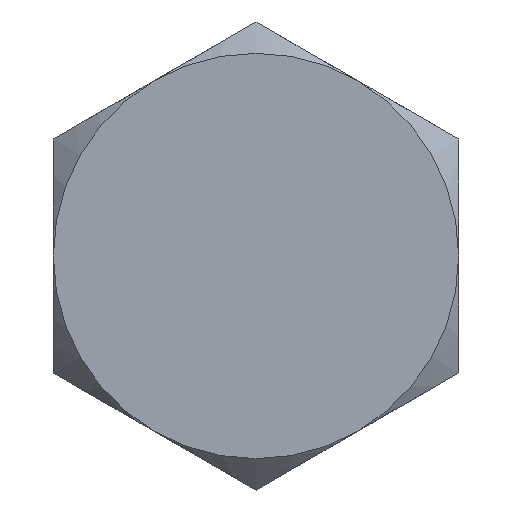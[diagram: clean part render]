
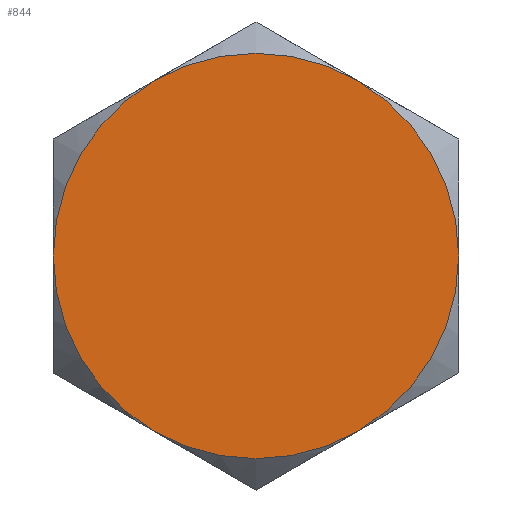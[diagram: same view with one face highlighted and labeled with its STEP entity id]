
A CAD part, left-side view. The second image highlights one B-rep face of the part: STEP entity #844.
In plain terms, the highlighted planar face has unit normal (-1, 0, 0).
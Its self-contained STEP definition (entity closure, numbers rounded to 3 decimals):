
#16 = CIRCLE ( 'NONE', #1326, 16. ) ;
#65 = CARTESIAN_POINT ( 'NONE',  ( 0., 0., 0. ) ) ;
#83 = DIRECTION ( 'NONE',  ( 1., 0., 0. ) ) ;
#101 = AXIS2_PLACEMENT_3D ( 'NONE', #65, #1406, #688 ) ;
#104 = ORIENTED_EDGE ( 'NONE', *, *, #854, .F. ) ;
#111 = AXIS2_PLACEMENT_3D ( 'NONE', #596, #83, #582 ) ;
#118 = VERTEX_POINT ( 'NONE', #1206 ) ;
#128 = CARTESIAN_POINT ( 'NONE',  ( 0., 0., 0. ) ) ;
#173 = CARTESIAN_POINT ( 'NONE',  ( 0., -16., 0. ) ) ;
#186 = ORIENTED_EDGE ( 'NONE', *, *, #406, .F. ) ;
#225 = DIRECTION ( 'NONE',  ( 0., 0., -1. ) ) ;
#227 = EDGE_CURVE ( 'NONE', #1128, #1265, #1281, .T. ) ;
#357 = VERTEX_POINT ( 'NONE', #173 ) ;
#368 = CARTESIAN_POINT ( 'NONE',  ( 0., 0., 0. ) ) ;
#370 = CARTESIAN_POINT ( 'NONE',  ( 0., -8., 13.856 ) ) ;
#396 = CIRCLE ( 'NONE', #426, 16. ) ;
#406 = EDGE_CURVE ( 'NONE', #118, #1077, #1130, .T. ) ;
#426 = AXIS2_PLACEMENT_3D ( 'NONE', #655, #1132, #776 ) ;
#471 = FACE_OUTER_BOUND ( 'NONE', #1425, .T. ) ;
#487 = CARTESIAN_POINT ( 'NONE',  ( 0., 8., 13.856 ) ) ;
#517 = AXIS2_PLACEMENT_3D ( 'NONE', #1153, #1057, #701 ) ;
#582 = DIRECTION ( 'NONE',  ( 0., 0., -1. ) ) ;
#596 = CARTESIAN_POINT ( 'NONE',  ( 0., 0., 0. ) ) ;
#603 = DIRECTION ( 'NONE',  ( 0., 0., -1. ) ) ;
#630 = DIRECTION ( 'NONE',  ( 1., 0., 0. ) ) ;
#654 = CIRCLE ( 'NONE', #1563, 16. ) ;
#655 = CARTESIAN_POINT ( 'NONE',  ( 0., 0., 0. ) ) ;
#677 = AXIS2_PLACEMENT_3D ( 'NONE', #128, #630, #1468 ) ;
#688 = DIRECTION ( 'NONE',  ( 0., 1., 0. ) ) ;
#701 = DIRECTION ( 'NONE',  ( 0., 0., -1. ) ) ;
#717 = CARTESIAN_POINT ( 'NONE',  ( 0., 8., -13.856 ) ) ;
#737 = CARTESIAN_POINT ( 'NONE',  ( 0., 16., 0. ) ) ;
#776 = DIRECTION ( 'NONE',  ( 0., 1., 0. ) ) ;
#832 = ORIENTED_EDGE ( 'NONE', *, *, #1438, .F. ) ;
#844 = ADVANCED_FACE ( 'NONE', ( #471 ), #1534, .F. ) ;
#854 = EDGE_CURVE ( 'NONE', #1077, #1188, #654, .T. ) ;
#946 = EDGE_CURVE ( 'NONE', #1188, #1128, #16, .T. ) ;
#968 = ORIENTED_EDGE ( 'NONE', *, *, #1387, .F. ) ;
#1007 = ORIENTED_EDGE ( 'NONE', *, *, #227, .F. ) ;
#1057 = DIRECTION ( 'NONE',  ( 1., 0., 0. ) ) ;
#1077 = VERTEX_POINT ( 'NONE', #717 ) ;
#1101 = ORIENTED_EDGE ( 'NONE', *, *, #946, .F. ) ;
#1128 = VERTEX_POINT ( 'NONE', #487 ) ;
#1130 = CIRCLE ( 'NONE', #517, 16. ) ;
#1132 = DIRECTION ( 'NONE',  ( 1., 0., 0. ) ) ;
#1153 = CARTESIAN_POINT ( 'NONE',  ( 0., 0., 0. ) ) ;
#1176 = CARTESIAN_POINT ( 'NONE',  ( 0., 0., 0. ) ) ;
#1188 = VERTEX_POINT ( 'NONE', #737 ) ;
#1206 = CARTESIAN_POINT ( 'NONE',  ( 0., -8., -13.856 ) ) ;
#1214 = DIRECTION ( 'NONE',  ( 1., 0., 0. ) ) ;
#1252 = CIRCLE ( 'NONE', #101, 16. ) ;
#1265 = VERTEX_POINT ( 'NONE', #370 ) ;
#1281 = CIRCLE ( 'NONE', #677, 16. ) ;
#1326 = AXIS2_PLACEMENT_3D ( 'NONE', #368, #1214, #603 ) ;
#1387 = EDGE_CURVE ( 'NONE', #1265, #357, #1252, .T. ) ;
#1406 = DIRECTION ( 'NONE',  ( 1., 0., 0. ) ) ;
#1425 = EDGE_LOOP ( 'NONE', ( #186, #832, #968, #1007, #1101, #104 ) ) ;
#1438 = EDGE_CURVE ( 'NONE', #357, #118, #396, .T. ) ;
#1468 = DIRECTION ( 'NONE',  ( 0., 0., -1. ) ) ;
#1534 = PLANE ( 'NONE',  #111 ) ;
#1539 = DIRECTION ( 'NONE',  ( 1., 0., 0. ) ) ;
#1563 = AXIS2_PLACEMENT_3D ( 'NONE', #1176, #1539, #225 ) ;
